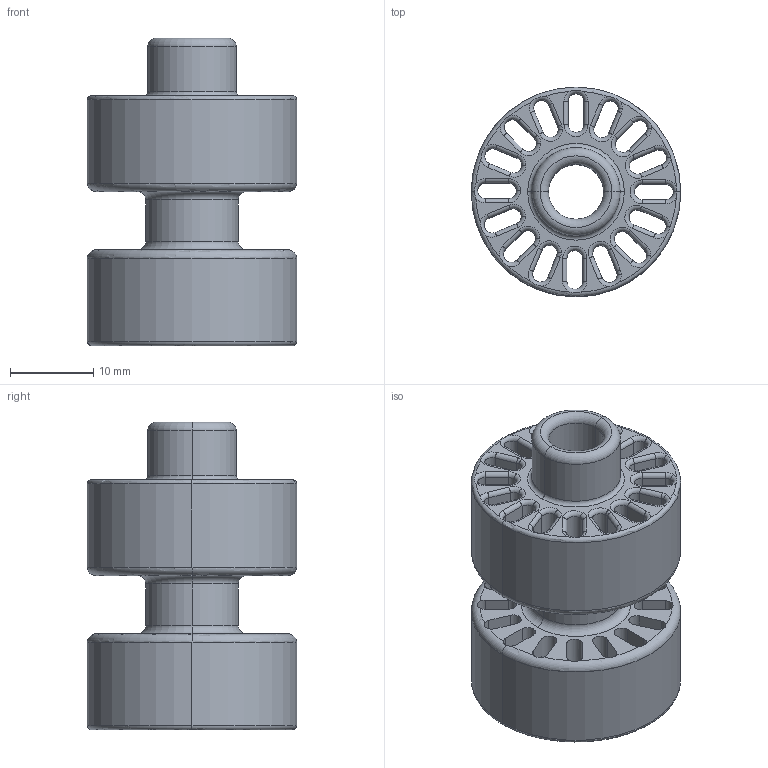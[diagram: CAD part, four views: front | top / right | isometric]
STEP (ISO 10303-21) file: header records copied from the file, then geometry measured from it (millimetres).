
FILE_DESCRIPTION (( 'STEP AP214' ), '1' );
FILE_NAME ('5. Roller.STEP', '2021-05-28T11:39:49', ( '' ), ( '' ), 'SwSTEP 2.0', 'SolidWorks 2020', '' );
FILE_SCHEMA (( 'AUTOMOTIVE_DESIGN' ));
Length unit declared in the file: millimetre
Products named in the file (1): 5. Roller
Bounding box: 25.1 x 25.1 x 36.9 mm (x, y, z)
Volume: 8284.7 mm3; surface area: 8256.7 mm2
Topology: 1 solids, 1 shells, 351 faces, 1083 edges, 672 vertices
Faces by surface type: cylinder 168, torus 112, plane 71
Entity records: 12816 total; most frequent: CARTESIAN_POINT 2678, DIRECTION 2336, ORIENTED_EDGE 2166, EDGE_CURVE 1083, AXIS2_PLACEMENT_3D 988, VERTEX_POINT 672, CIRCLE 636, VECTOR 360
